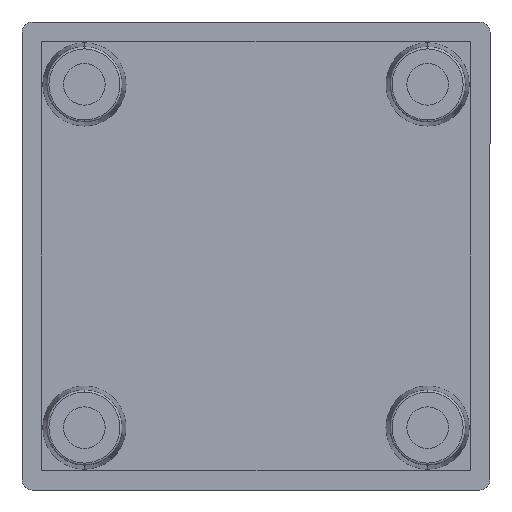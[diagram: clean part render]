
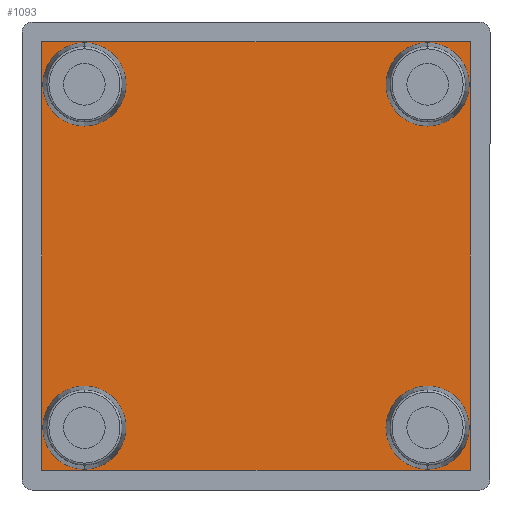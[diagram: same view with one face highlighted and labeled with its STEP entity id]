
A CAD part, front view. The second image highlights one B-rep face of the part: STEP entity #1093.
In plain terms, the highlighted planar face has unit normal (0, -1, 0).
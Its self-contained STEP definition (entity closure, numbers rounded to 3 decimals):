
#37 = CARTESIAN_POINT ( 'NONE',  ( -16.5, -2.8, 16.5 ) ) ;
#67 = VERTEX_POINT ( 'NONE', #218 ) ;
#79 = DIRECTION ( 'NONE',  ( 0., -1., 0. ) ) ;
#85 = LINE ( 'NONE', #526, #921 ) ;
#92 = CIRCLE ( 'NONE', #1323, 4. ) ;
#93 = DIRECTION ( 'NONE',  ( 0., 0., -1. ) ) ;
#96 = DIRECTION ( 'NONE',  ( 0., 0., -1. ) ) ;
#97 = CARTESIAN_POINT ( 'NONE',  ( -16.5, -2.8, -16.5 ) ) ;
#126 = AXIS2_PLACEMENT_3D ( 'NONE', #719, #1648, #96 ) ;
#152 = EDGE_LOOP ( 'NONE', ( #222, #1449 ) ) ;
#159 = AXIS2_PLACEMENT_3D ( 'NONE', #1653, #578, #355 ) ;
#179 = EDGE_CURVE ( 'NONE', #687, #764, #236, .T. ) ;
#180 = CARTESIAN_POINT ( 'NONE',  ( 20.6, -2.8, -20.6 ) ) ;
#185 = ORIENTED_EDGE ( 'NONE', *, *, #1650, .T. ) ;
#188 = CARTESIAN_POINT ( 'NONE',  ( -16.5, -2.8, 16.5 ) ) ;
#210 = DIRECTION ( 'NONE',  ( 0., -1., 0. ) ) ;
#215 = CARTESIAN_POINT ( 'NONE',  ( 16.5, -2.8, -20.5 ) ) ;
#218 = CARTESIAN_POINT ( 'NONE',  ( -16.5, -2.8, -12.5 ) ) ;
#222 = ORIENTED_EDGE ( 'NONE', *, *, #1206, .F. ) ;
#233 = EDGE_LOOP ( 'NONE', ( #720, #717 ) ) ;
#236 = CIRCLE ( 'NONE', #382, 4. ) ;
#257 = ORIENTED_EDGE ( 'NONE', *, *, #525, .T. ) ;
#269 = EDGE_CURVE ( 'NONE', #816, #1369, #886, .T. ) ;
#273 = VERTEX_POINT ( 'NONE', #574 ) ;
#277 = ORIENTED_EDGE ( 'NONE', *, *, #269, .T. ) ;
#314 = CARTESIAN_POINT ( 'NONE',  ( -16.5, -2.8, -20.5 ) ) ;
#355 = DIRECTION ( 'NONE',  ( 0., 0., -1. ) ) ;
#382 = AXIS2_PLACEMENT_3D ( 'NONE', #1659, #210, #1001 ) ;
#387 = DIRECTION ( 'NONE',  ( 0., 0., -1. ) ) ;
#441 = DIRECTION ( 'NONE',  ( 0., -1., 0. ) ) ;
#452 = DIRECTION ( 'NONE',  ( 0., -1., 0. ) ) ;
#457 = DIRECTION ( 'NONE',  ( 0., 0., -1. ) ) ;
#475 = CARTESIAN_POINT ( 'NONE',  ( 16.5, -2.8, 20.5 ) ) ;
#525 = EDGE_CURVE ( 'NONE', #1253, #816, #830, .T. ) ;
#526 = CARTESIAN_POINT ( 'NONE',  ( 20.6, -2.8, 20.6 ) ) ;
#553 = EDGE_CURVE ( 'NONE', #1481, #1253, #85, .T. ) ;
#566 = VECTOR ( 'NONE', #1239, 1000. ) ;
#574 = CARTESIAN_POINT ( 'NONE',  ( -16.5, -2.8, 20.5 ) ) ;
#578 = DIRECTION ( 'NONE',  ( 0., -1., 0. ) ) ;
#579 = DIRECTION ( 'NONE',  ( 0., 0., -1. ) ) ;
#581 = DIRECTION ( 'NONE',  ( 0., 0., 1. ) ) ;
#600 = DIRECTION ( 'NONE',  ( 0., -1., 0. ) ) ;
#631 = ORIENTED_EDGE ( 'NONE', *, *, #179, .F. ) ;
#662 = CARTESIAN_POINT ( 'NONE',  ( -20.6, -2.8, 20.6 ) ) ;
#667 = EDGE_LOOP ( 'NONE', ( #257, #277, #185, #949 ) ) ;
#687 = VERTEX_POINT ( 'NONE', #1236 ) ;
#695 = FACE_OUTER_BOUND ( 'NONE', #667, .T. ) ;
#710 = CARTESIAN_POINT ( 'NONE',  ( -20.6, -2.8, -20.6 ) ) ;
#717 = ORIENTED_EDGE ( 'NONE', *, *, #930, .F. ) ;
#719 = CARTESIAN_POINT ( 'NONE',  ( -16.5, -2.8, -16.5 ) ) ;
#720 = ORIENTED_EDGE ( 'NONE', *, *, #748, .F. ) ;
#735 = CARTESIAN_POINT ( 'NONE',  ( 20.6, -2.8, -20.6 ) ) ;
#748 = EDGE_CURVE ( 'NONE', #1007, #1107, #1522, .T. ) ;
#751 = DIRECTION ( 'NONE',  ( 0., -1., 0. ) ) ;
#754 = EDGE_LOOP ( 'NONE', ( #1318, #631 ) ) ;
#764 = VERTEX_POINT ( 'NONE', #475 ) ;
#773 = AXIS2_PLACEMENT_3D ( 'NONE', #37, #1501, #996 ) ;
#775 = AXIS2_PLACEMENT_3D ( 'NONE', #1533, #441, #457 ) ;
#816 = VERTEX_POINT ( 'NONE', #710 ) ;
#830 = LINE ( 'NONE', #662, #1194 ) ;
#832 = AXIS2_PLACEMENT_3D ( 'NONE', #989, #79, #93 ) ;
#846 = CIRCLE ( 'NONE', #126, 4. ) ;
#858 = CIRCLE ( 'NONE', #1068, 4. ) ;
#864 = VECTOR ( 'NONE', #581, 1000. ) ;
#886 = LINE ( 'NONE', #1624, #566 ) ;
#921 = VECTOR ( 'NONE', #1197, 1000. ) ;
#930 = EDGE_CURVE ( 'NONE', #1107, #1007, #1305, .T. ) ;
#932 = VERTEX_POINT ( 'NONE', #314 ) ;
#949 = ORIENTED_EDGE ( 'NONE', *, *, #553, .T. ) ;
#987 = DIRECTION ( 'NONE',  ( 0., 0., -1. ) ) ;
#989 = CARTESIAN_POINT ( 'NONE',  ( 16.5, -2.8, 16.5 ) ) ;
#990 = EDGE_CURVE ( 'NONE', #1393, #273, #92, .T. ) ;
#996 = DIRECTION ( 'NONE',  ( 0., 0., -1. ) ) ;
#1001 = DIRECTION ( 'NONE',  ( 0., 0., -1. ) ) ;
#1007 = VERTEX_POINT ( 'NONE', #1637 ) ;
#1053 = CARTESIAN_POINT ( 'NONE',  ( 20.6, -2.8, 20.6 ) ) ;
#1059 = EDGE_CURVE ( 'NONE', #67, #932, #846, .T. ) ;
#1068 = AXIS2_PLACEMENT_3D ( 'NONE', #97, #452, #1120 ) ;
#1093 = ADVANCED_FACE ( 'NONE', ( #1580, #1275, #695, #1363, #1191 ), #1418, .T. ) ;
#1107 = VERTEX_POINT ( 'NONE', #215 ) ;
#1120 = DIRECTION ( 'NONE',  ( 0., 0., -1. ) ) ;
#1143 = CARTESIAN_POINT ( 'NONE',  ( 0., -2.8, 0. ) ) ;
#1155 = CIRCLE ( 'NONE', #832, 4. ) ;
#1191 = FACE_BOUND ( 'NONE', #233, .T. ) ;
#1194 = VECTOR ( 'NONE', #387, 1000. ) ;
#1197 = DIRECTION ( 'NONE',  ( -1., 0., 0. ) ) ;
#1206 = EDGE_CURVE ( 'NONE', #273, #1393, #1388, .T. ) ;
#1208 = LINE ( 'NONE', #180, #864 ) ;
#1236 = CARTESIAN_POINT ( 'NONE',  ( 16.5, -2.8, 12.5 ) ) ;
#1239 = DIRECTION ( 'NONE',  ( 1., 0., 0. ) ) ;
#1247 = ORIENTED_EDGE ( 'NONE', *, *, #1336, .F. ) ;
#1253 = VERTEX_POINT ( 'NONE', #1422 ) ;
#1275 = FACE_BOUND ( 'NONE', #152, .T. ) ;
#1305 = CIRCLE ( 'NONE', #775, 4. ) ;
#1318 = ORIENTED_EDGE ( 'NONE', *, *, #1397, .F. ) ;
#1323 = AXIS2_PLACEMENT_3D ( 'NONE', #188, #751, #579 ) ;
#1336 = EDGE_CURVE ( 'NONE', #932, #67, #858, .T. ) ;
#1363 = FACE_BOUND ( 'NONE', #1406, .T. ) ;
#1369 = VERTEX_POINT ( 'NONE', #735 ) ;
#1388 = CIRCLE ( 'NONE', #773, 4. ) ;
#1393 = VERTEX_POINT ( 'NONE', #1415 ) ;
#1397 = EDGE_CURVE ( 'NONE', #764, #687, #1155, .T. ) ;
#1406 = EDGE_LOOP ( 'NONE', ( #1670, #1247 ) ) ;
#1415 = CARTESIAN_POINT ( 'NONE',  ( -16.5, -2.8, 12.5 ) ) ;
#1418 = PLANE ( 'NONE',  #1505 ) ;
#1422 = CARTESIAN_POINT ( 'NONE',  ( -20.6, -2.8, 20.6 ) ) ;
#1449 = ORIENTED_EDGE ( 'NONE', *, *, #990, .F. ) ;
#1481 = VERTEX_POINT ( 'NONE', #1053 ) ;
#1501 = DIRECTION ( 'NONE',  ( 0., -1., 0. ) ) ;
#1505 = AXIS2_PLACEMENT_3D ( 'NONE', #1143, #600, #987 ) ;
#1522 = CIRCLE ( 'NONE', #159, 4. ) ;
#1533 = CARTESIAN_POINT ( 'NONE',  ( 16.5, -2.8, -16.5 ) ) ;
#1580 = FACE_BOUND ( 'NONE', #754, .T. ) ;
#1624 = CARTESIAN_POINT ( 'NONE',  ( -20.6, -2.8, -20.6 ) ) ;
#1637 = CARTESIAN_POINT ( 'NONE',  ( 16.5, -2.8, -12.5 ) ) ;
#1648 = DIRECTION ( 'NONE',  ( 0., -1., 0. ) ) ;
#1650 = EDGE_CURVE ( 'NONE', #1369, #1481, #1208, .T. ) ;
#1653 = CARTESIAN_POINT ( 'NONE',  ( 16.5, -2.8, -16.5 ) ) ;
#1659 = CARTESIAN_POINT ( 'NONE',  ( 16.5, -2.8, 16.5 ) ) ;
#1670 = ORIENTED_EDGE ( 'NONE', *, *, #1059, .F. ) ;
